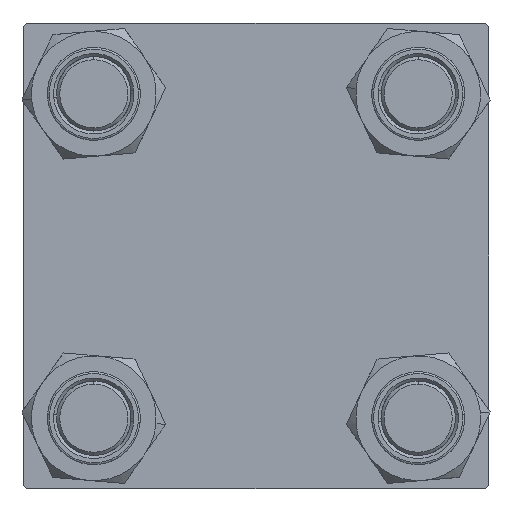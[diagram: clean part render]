
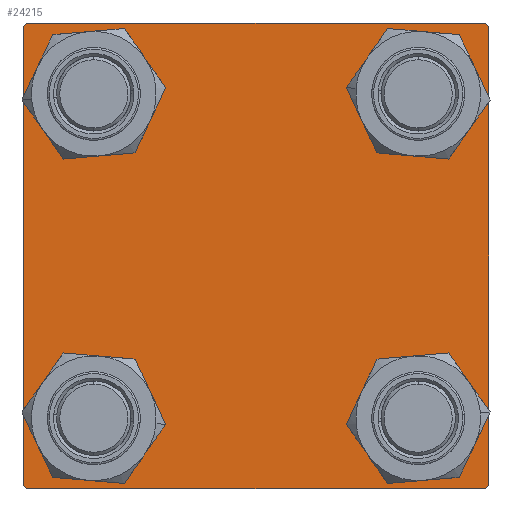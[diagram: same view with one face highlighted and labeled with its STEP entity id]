
A CAD part, left-side view. The second image highlights one B-rep face of the part: STEP entity #24215.
In plain terms, the highlighted planar face has unit normal (-1, 0, 0).
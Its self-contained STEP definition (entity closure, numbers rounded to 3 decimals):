
#91 = ORIENTED_EDGE ( 'NONE', *, *, #52741, .T. ) ;
#117 = CARTESIAN_POINT ( 'NONE',  ( 0., -26.15, 19.65 ) ) ;
#313 = EDGE_CURVE ( 'NONE', #15046, #43435, #30559, .T. ) ;
#565 = CIRCLE ( 'NONE', #15307, 6.5 ) ;
#574 = ORIENTED_EDGE ( 'NONE', *, *, #313, .T. ) ;
#590 = EDGE_CURVE ( 'NONE', #51471, #30540, #53243, .T. ) ;
#1072 = VERTEX_POINT ( 'NONE', #14867 ) ;
#2221 = AXIS2_PLACEMENT_3D ( 'NONE', #33044, #50587, #26029 ) ;
#2560 = DIRECTION ( 'NONE',  ( 0., -1., 0. ) ) ;
#3065 = ORIENTED_EDGE ( 'NONE', *, *, #50726, .T. ) ;
#3094 = CARTESIAN_POINT ( 'NONE',  ( 0., -37.5, 37. ) ) ;
#3618 = DIRECTION ( 'NONE',  ( 0., 0., 1. ) ) ;
#3633 = PLANE ( 'NONE',  #7623 ) ;
#4132 = ORIENTED_EDGE ( 'NONE', *, *, #35906, .T. ) ;
#4306 = CARTESIAN_POINT ( 'NONE',  ( 0., 37., 37.5 ) ) ;
#5906 = DIRECTION ( 'NONE',  ( 1., 0., 0. ) ) ;
#6178 = VERTEX_POINT ( 'NONE', #12516 ) ;
#6867 = CARTESIAN_POINT ( 'NONE',  ( 0., -26.15, -19.65 ) ) ;
#7466 = DIRECTION ( 'NONE',  ( 0., 0., 1. ) ) ;
#7623 = AXIS2_PLACEMENT_3D ( 'NONE', #30677, #52241, #48210 ) ;
#8480 = CARTESIAN_POINT ( 'NONE',  ( 0., 26.15, 26.15 ) ) ;
#8515 = FACE_BOUND ( 'NONE', #10562, .T. ) ;
#9225 = CARTESIAN_POINT ( 'NONE',  ( 0., 26.15, 19.65 ) ) ;
#9301 = ORIENTED_EDGE ( 'NONE', *, *, #27035, .T. ) ;
#9891 = EDGE_CURVE ( 'NONE', #33441, #29176, #37819, .T. ) ;
#9941 = ORIENTED_EDGE ( 'NONE', *, *, #23440, .F. ) ;
#10562 = EDGE_LOOP ( 'NONE', ( #45964, #9301 ) ) ;
#10592 = ORIENTED_EDGE ( 'NONE', *, *, #41339, .T. ) ;
#10659 = CARTESIAN_POINT ( 'NONE',  ( 0., 26.15, 26.15 ) ) ;
#10780 = EDGE_CURVE ( 'NONE', #46348, #16512, #55951, .T. ) ;
#11722 = VERTEX_POINT ( 'NONE', #28592 ) ;
#12138 = CIRCLE ( 'NONE', #20405, 6.5 ) ;
#12226 = DIRECTION ( 'NONE',  ( 0., -0.707, -0.707 ) ) ;
#12516 = CARTESIAN_POINT ( 'NONE',  ( 0., -26.15, -32.65 ) ) ;
#12520 = DIRECTION ( 'NONE',  ( 1., 0., 0. ) ) ;
#12996 = CARTESIAN_POINT ( 'NONE',  ( 0., -37.25, -37.25 ) ) ;
#13123 = FACE_BOUND ( 'NONE', #38264, .T. ) ;
#14697 = DIRECTION ( 'NONE',  ( 1., 0., 0. ) ) ;
#14867 = CARTESIAN_POINT ( 'NONE',  ( 0., -37.5, -37. ) ) ;
#15046 = VERTEX_POINT ( 'NONE', #117 ) ;
#15134 = CARTESIAN_POINT ( 'NONE',  ( 0., -26.15, -26.15 ) ) ;
#15187 = DIRECTION ( 'NONE',  ( 0., 0., 1. ) ) ;
#15231 = CARTESIAN_POINT ( 'NONE',  ( 0., 37.5, -37.5 ) ) ;
#15307 = AXIS2_PLACEMENT_3D ( 'NONE', #8480, #12520, #47617 ) ;
#16512 = VERTEX_POINT ( 'NONE', #40214 ) ;
#17175 = CARTESIAN_POINT ( 'NONE',  ( 0., 37.25, 37.25 ) ) ;
#17412 = DIRECTION ( 'NONE',  ( 1., 0., 0. ) ) ;
#18648 = LINE ( 'NONE', #43697, #24962 ) ;
#20358 = AXIS2_PLACEMENT_3D ( 'NONE', #10659, #14697, #23035 ) ;
#20405 = AXIS2_PLACEMENT_3D ( 'NONE', #15134, #5906, #32117 ) ;
#20986 = DIRECTION ( 'NONE',  ( 0., 0., 1. ) ) ;
#21356 = LINE ( 'NONE', #12996, #47538 ) ;
#22660 = AXIS2_PLACEMENT_3D ( 'NONE', #28412, #41089, #15187 ) ;
#23035 = DIRECTION ( 'NONE',  ( 0., 0., 1. ) ) ;
#23097 = ORIENTED_EDGE ( 'NONE', *, *, #28359, .F. ) ;
#23440 = EDGE_CURVE ( 'NONE', #51471, #1072, #31228, .T. ) ;
#24215 = ADVANCED_FACE ( 'NONE', ( #13123, #8515, #25513, #52804, #39042 ), #3633, .T. ) ;
#24553 = EDGE_LOOP ( 'NONE', ( #51051, #33045, #10592, #42016, #9941, #50209, #23097, #45467 ) ) ;
#24928 = VERTEX_POINT ( 'NONE', #35698 ) ;
#24962 = VECTOR ( 'NONE', #31040, 1000. ) ;
#25513 = FACE_BOUND ( 'NONE', #41050, .T. ) ;
#25572 = VECTOR ( 'NONE', #34735, 1000. ) ;
#25586 = CARTESIAN_POINT ( 'NONE',  ( 0., -26.15, -26.15 ) ) ;
#25753 = CARTESIAN_POINT ( 'NONE',  ( 0., -37., -37.5 ) ) ;
#25867 = DIRECTION ( 'NONE',  ( 1., 0., 0. ) ) ;
#26029 = DIRECTION ( 'NONE',  ( 0., 0., 1. ) ) ;
#26229 = VECTOR ( 'NONE', #2560, 1000. ) ;
#27035 = EDGE_CURVE ( 'NONE', #6178, #48513, #27764, .T. ) ;
#27764 = CIRCLE ( 'NONE', #53462, 6.5 ) ;
#28359 = EDGE_CURVE ( 'NONE', #54308, #30540, #18648, .T. ) ;
#28412 = CARTESIAN_POINT ( 'NONE',  ( 0., 26.15, -26.15 ) ) ;
#28592 = CARTESIAN_POINT ( 'NONE',  ( 0., 37.5, 37. ) ) ;
#29176 = VERTEX_POINT ( 'NONE', #9225 ) ;
#29354 = DIRECTION ( 'NONE',  ( 1., 0., 0. ) ) ;
#29368 = LINE ( 'NONE', #38293, #53988 ) ;
#29496 = EDGE_CURVE ( 'NONE', #48513, #6178, #12138, .T. ) ;
#30011 = CIRCLE ( 'NONE', #22660, 6.5 ) ;
#30540 = VERTEX_POINT ( 'NONE', #47334 ) ;
#30559 = CIRCLE ( 'NONE', #2221, 6.5 ) ;
#30677 = CARTESIAN_POINT ( 'NONE',  ( 0., 0., 0. ) ) ;
#31040 = DIRECTION ( 'NONE',  ( 0., -1., 0. ) ) ;
#31228 = LINE ( 'NONE', #31513, #37033 ) ;
#31405 = CARTESIAN_POINT ( 'NONE',  ( 0., -37.25, 37.25 ) ) ;
#31513 = CARTESIAN_POINT ( 'NONE',  ( 0., -37.5, 37.5 ) ) ;
#32117 = DIRECTION ( 'NONE',  ( 0., 0., 1. ) ) ;
#33044 = CARTESIAN_POINT ( 'NONE',  ( 0., -26.15, 26.15 ) ) ;
#33045 = ORIENTED_EDGE ( 'NONE', *, *, #10780, .T. ) ;
#33441 = VERTEX_POINT ( 'NONE', #41991 ) ;
#34735 = DIRECTION ( 'NONE',  ( 0., 0.707, -0.707 ) ) ;
#35634 = AXIS2_PLACEMENT_3D ( 'NONE', #46895, #29354, #7466 ) ;
#35698 = CARTESIAN_POINT ( 'NONE',  ( 0., 26.15, -19.65 ) ) ;
#35906 = EDGE_CURVE ( 'NONE', #24928, #52713, #41153, .T. ) ;
#37033 = VECTOR ( 'NONE', #48766, 1000. ) ;
#37239 = EDGE_CURVE ( 'NONE', #54308, #11722, #56578, .T. ) ;
#37819 = CIRCLE ( 'NONE', #20358, 6.5 ) ;
#38264 = EDGE_LOOP ( 'NONE', ( #3065, #574 ) ) ;
#38293 = CARTESIAN_POINT ( 'NONE',  ( 0., 37.5, 37.5 ) ) ;
#38767 = VECTOR ( 'NONE', #12226, 1000. ) ;
#39042 = FACE_OUTER_BOUND ( 'NONE', #24553, .T. ) ;
#39259 = CIRCLE ( 'NONE', #53936, 6.5 ) ;
#39757 = DIRECTION ( 'NONE',  ( 0., -0.707, 0.707 ) ) ;
#40214 = CARTESIAN_POINT ( 'NONE',  ( 0., 37., -37.5 ) ) ;
#40656 = EDGE_LOOP ( 'NONE', ( #40886, #91 ) ) ;
#40834 = ORIENTED_EDGE ( 'NONE', *, *, #43148, .T. ) ;
#40886 = ORIENTED_EDGE ( 'NONE', *, *, #9891, .T. ) ;
#41050 = EDGE_LOOP ( 'NONE', ( #4132, #40834 ) ) ;
#41089 = DIRECTION ( 'NONE',  ( 1., 0., 0. ) ) ;
#41153 = CIRCLE ( 'NONE', #35634, 6.5 ) ;
#41339 = EDGE_CURVE ( 'NONE', #16512, #51787, #45733, .T. ) ;
#41991 = CARTESIAN_POINT ( 'NONE',  ( 0., 26.15, 32.65 ) ) ;
#42016 = ORIENTED_EDGE ( 'NONE', *, *, #54547, .T. ) ;
#43148 = EDGE_CURVE ( 'NONE', #52713, #24928, #30011, .T. ) ;
#43435 = VERTEX_POINT ( 'NONE', #53366 ) ;
#43607 = CARTESIAN_POINT ( 'NONE',  ( 0., -26.15, 26.15 ) ) ;
#43697 = CARTESIAN_POINT ( 'NONE',  ( 0., 37.5, 37.5 ) ) ;
#45467 = ORIENTED_EDGE ( 'NONE', *, *, #37239, .T. ) ;
#45725 = EDGE_CURVE ( 'NONE', #11722, #46348, #29368, .T. ) ;
#45733 = LINE ( 'NONE', #15231, #26229 ) ;
#45964 = ORIENTED_EDGE ( 'NONE', *, *, #29496, .T. ) ;
#46068 = DIRECTION ( 'NONE',  ( 0., 0., -1. ) ) ;
#46348 = VERTEX_POINT ( 'NONE', #56775 ) ;
#46895 = CARTESIAN_POINT ( 'NONE',  ( 0., 26.15, -26.15 ) ) ;
#47325 = CARTESIAN_POINT ( 'NONE',  ( 0., 26.15, -32.65 ) ) ;
#47334 = CARTESIAN_POINT ( 'NONE',  ( 0., -37., 37.5 ) ) ;
#47538 = VECTOR ( 'NONE', #39757, 1000. ) ;
#47617 = DIRECTION ( 'NONE',  ( 0., 0., 1. ) ) ;
#48210 = DIRECTION ( 'NONE',  ( 0., 0., 1. ) ) ;
#48513 = VERTEX_POINT ( 'NONE', #6867 ) ;
#48745 = VECTOR ( 'NONE', #48941, 1000. ) ;
#48766 = DIRECTION ( 'NONE',  ( 0., 0., -1. ) ) ;
#48941 = DIRECTION ( 'NONE',  ( 0., 0.707, 0.707 ) ) ;
#50209 = ORIENTED_EDGE ( 'NONE', *, *, #590, .T. ) ;
#50587 = DIRECTION ( 'NONE',  ( 1., 0., 0. ) ) ;
#50726 = EDGE_CURVE ( 'NONE', #43435, #15046, #39259, .T. ) ;
#51051 = ORIENTED_EDGE ( 'NONE', *, *, #45725, .T. ) ;
#51471 = VERTEX_POINT ( 'NONE', #3094 ) ;
#51787 = VERTEX_POINT ( 'NONE', #25753 ) ;
#52241 = DIRECTION ( 'NONE',  ( -1., 0., 0. ) ) ;
#52713 = VERTEX_POINT ( 'NONE', #47325 ) ;
#52741 = EDGE_CURVE ( 'NONE', #29176, #33441, #565, .T. ) ;
#52804 = FACE_BOUND ( 'NONE', #40656, .T. ) ;
#53243 = LINE ( 'NONE', #31405, #48745 ) ;
#53366 = CARTESIAN_POINT ( 'NONE',  ( 0., -26.15, 32.65 ) ) ;
#53462 = AXIS2_PLACEMENT_3D ( 'NONE', #25586, #25867, #20986 ) ;
#53936 = AXIS2_PLACEMENT_3D ( 'NONE', #43607, #17412, #3618 ) ;
#53988 = VECTOR ( 'NONE', #46068, 1000. ) ;
#54308 = VERTEX_POINT ( 'NONE', #4306 ) ;
#54547 = EDGE_CURVE ( 'NONE', #51787, #1072, #21356, .T. ) ;
#55951 = LINE ( 'NONE', #56793, #38767 ) ;
#56578 = LINE ( 'NONE', #17175, #25572 ) ;
#56775 = CARTESIAN_POINT ( 'NONE',  ( 0., 37.5, -37. ) ) ;
#56793 = CARTESIAN_POINT ( 'NONE',  ( 0., 37.25, -37.25 ) ) ;
